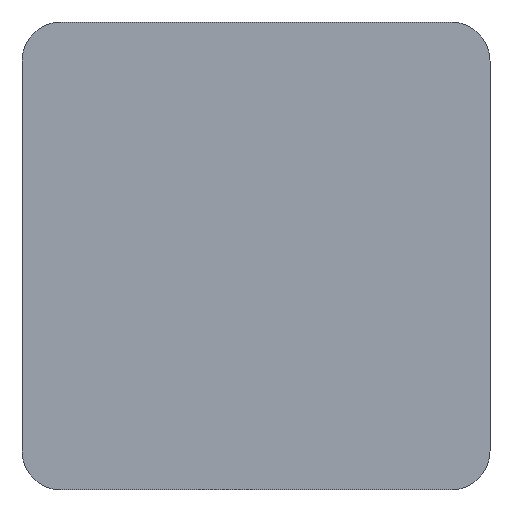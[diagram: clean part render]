
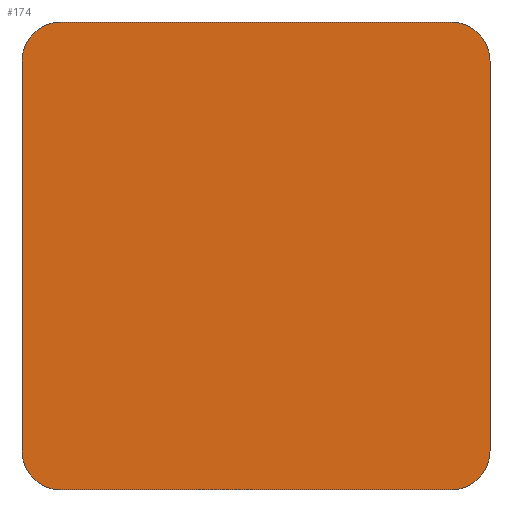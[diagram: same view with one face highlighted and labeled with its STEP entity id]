
A CAD part, front view. The second image highlights one B-rep face of the part: STEP entity #174.
In plain terms, the highlighted planar face has unit normal (0, -1, 0).
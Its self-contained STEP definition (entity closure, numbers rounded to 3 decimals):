
#15=PLANE('',#188);
#22=FACE_OUTER_BOUND('',#32,.T.);
#32=EDGE_LOOP('',(#125,#126,#127,#128,#129,#130,#131,#132));
#43=LINE('',#269,#59);
#44=LINE('',#273,#60);
#45=LINE('',#277,#61);
#46=LINE('',#280,#62);
#59=VECTOR('',#215,10.);
#60=VECTOR('',#218,10.);
#61=VECTOR('',#221,10.);
#62=VECTOR('',#224,10.);
#73=CIRCLE('',#186,1.);
#75=CIRCLE('',#189,1.);
#76=CIRCLE('',#190,1.);
#77=CIRCLE('',#191,1.);
#81=VERTEX_POINT('',#259);
#82=VERTEX_POINT('',#260);
#85=VERTEX_POINT('',#268);
#86=VERTEX_POINT('',#270);
#87=VERTEX_POINT('',#272);
#88=VERTEX_POINT('',#274);
#89=VERTEX_POINT('',#276);
#90=VERTEX_POINT('',#278);
#97=EDGE_CURVE('',#81,#82,#73,.T.);
#101=EDGE_CURVE('',#81,#85,#43,.T.);
#102=EDGE_CURVE('',#86,#85,#75,.T.);
#103=EDGE_CURVE('',#86,#87,#44,.T.);
#104=EDGE_CURVE('',#88,#87,#76,.T.);
#105=EDGE_CURVE('',#88,#89,#45,.T.);
#106=EDGE_CURVE('',#90,#89,#77,.T.);
#107=EDGE_CURVE('',#90,#82,#46,.T.);
#125=ORIENTED_EDGE('',*,*,#97,.F.);
#126=ORIENTED_EDGE('',*,*,#101,.T.);
#127=ORIENTED_EDGE('',*,*,#102,.F.);
#128=ORIENTED_EDGE('',*,*,#103,.T.);
#129=ORIENTED_EDGE('',*,*,#104,.F.);
#130=ORIENTED_EDGE('',*,*,#105,.T.);
#131=ORIENTED_EDGE('',*,*,#106,.F.);
#132=ORIENTED_EDGE('',*,*,#107,.T.);
#174=ADVANCED_FACE('',(#22),#15,.F.);
#186=AXIS2_PLACEMENT_3D('',#261,#207,#208);
#188=AXIS2_PLACEMENT_3D('',#267,#213,#214);
#189=AXIS2_PLACEMENT_3D('',#271,#216,#217);
#190=AXIS2_PLACEMENT_3D('',#275,#219,#220);
#191=AXIS2_PLACEMENT_3D('',#279,#222,#223);
#207=DIRECTION('center_axis',(0.,1.,0.));
#208=DIRECTION('ref_axis',(-0.707,0.,0.707));
#213=DIRECTION('center_axis',(0.,1.,0.));
#214=DIRECTION('ref_axis',(-1.,0.,0.));
#215=DIRECTION('',(0.,0.,-1.));
#216=DIRECTION('center_axis',(0.,1.,0.));
#217=DIRECTION('ref_axis',(-0.707,0.,-0.707));
#218=DIRECTION('',(1.,0.,0.));
#219=DIRECTION('center_axis',(0.,1.,0.));
#220=DIRECTION('ref_axis',(0.707,0.,-0.707));
#221=DIRECTION('',(0.,0.,1.));
#222=DIRECTION('center_axis',(0.,1.,0.));
#223=DIRECTION('ref_axis',(0.707,0.,0.707));
#224=DIRECTION('',(-1.,0.,0.));
#259=CARTESIAN_POINT('',(-5.35,22.,5.2));
#260=CARTESIAN_POINT('',(-4.35,22.,6.2));
#261=CARTESIAN_POINT('Origin',(-4.35,22.,5.2));
#267=CARTESIAN_POINT('Origin',(0.65,22.,0.2));
#268=CARTESIAN_POINT('',(-5.35,22.,-4.8));
#269=CARTESIAN_POINT('',(-5.35,22.,6.2));
#270=CARTESIAN_POINT('',(-4.35,22.,-5.8));
#271=CARTESIAN_POINT('Origin',(-4.35,22.,-4.8));
#272=CARTESIAN_POINT('',(5.65,22.,-5.8));
#273=CARTESIAN_POINT('',(-5.35,22.,-5.8));
#274=CARTESIAN_POINT('',(6.65,22.,-4.8));
#275=CARTESIAN_POINT('Origin',(5.65,22.,-4.8));
#276=CARTESIAN_POINT('',(6.65,22.,5.2));
#277=CARTESIAN_POINT('',(6.65,22.,-5.8));
#278=CARTESIAN_POINT('',(5.65,22.,6.2));
#279=CARTESIAN_POINT('Origin',(5.65,22.,5.2));
#280=CARTESIAN_POINT('',(6.65,22.,6.2));
